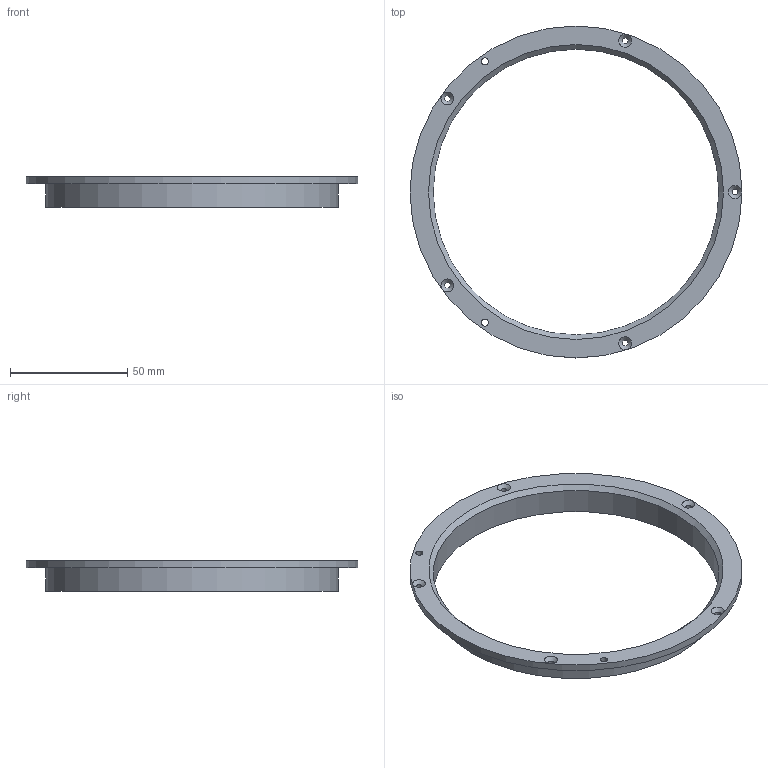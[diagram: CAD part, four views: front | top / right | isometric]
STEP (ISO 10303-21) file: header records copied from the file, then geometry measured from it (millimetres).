
FILE_DESCRIPTION(/* description */ ('STEP AP242','CAx-IF Rec.Pracs.---Representation and Presentation of Product Manufacturing Information (PMI)---4.0---2014-10-13','CAx-IF Rec.Pracs.---3D Tessellated Geometry---0.4---2014-09-14','2;1'),/* implementation_level */ '2;1');
FILE_NAME(/* name */ 'ColonizingMars_v1.0 - lightguide',/* time_stamp */ '2025-01-09T12:10:40Z',/* author */ (''),/* organization */ (''),/* preprocessor_version */ 'ST-DEVELOPER v20',/* originating_system */ 'ONSHAPE BY PTC INC, 1.191',/* authorisation */ ' ');
FILE_SCHEMA (('AP242_MANAGED_MODEL_BASED_3D_ENGINEERING_MIM_LF { 1 0 10303 442 1 1 4 }'));
Length unit declared in the file: metre
Products named in the file (1): lightguide
Bounding box: 141.8 x 141.8 x 13 mm (x, y, z)
Volume: 17174 mm3; surface area: 18083.9 mm2
Topology: 1 solids, 1 shells, 19 faces, 49 edges, 33 vertices
Faces by surface type: cylinder 10, cone 6, plane 3
Full cylindrical faces by diameter (mm): 2.5 x5, 3 x2, 122 x1, 125 x1, 141.8 x1
Entity records: 508 total; most frequent: DIRECTION 92, CARTESIAN_POINT 72, ORIENTED_EDGE 52, EDGE_LOOP 52, FACE_BOUND 52, AXIS2_PLACEMENT_3D 46, EDGE_CURVE 26, VERTEX_POINT 26
